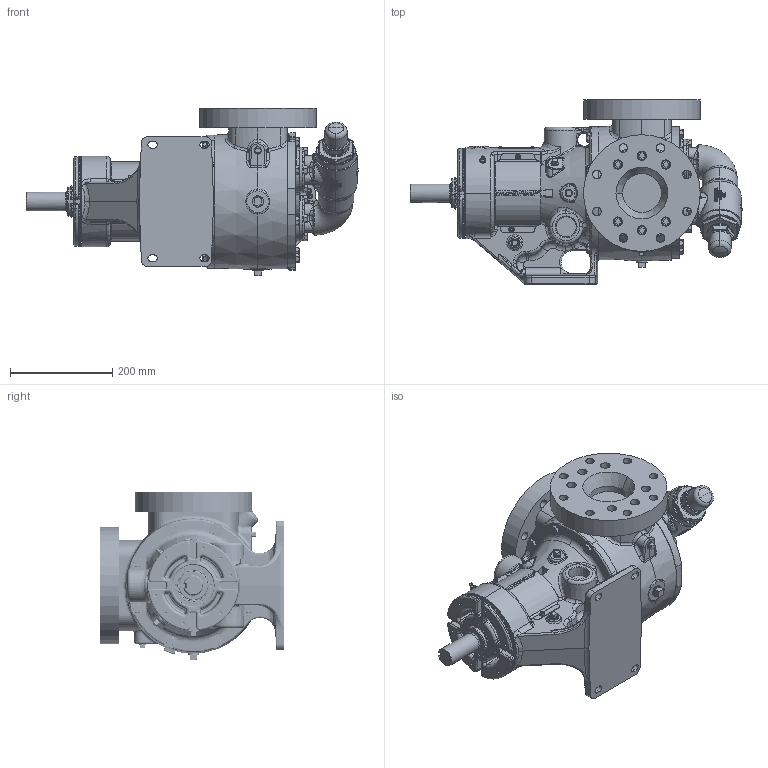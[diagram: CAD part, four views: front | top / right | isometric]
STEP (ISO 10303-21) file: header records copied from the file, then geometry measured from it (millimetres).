
FILE_DESCRIPTION (( 'STEP AP214' ), '1' );
FILE_NAME ('LV-4552.STEP', '2024-04-03T15:02:13', ( '' ), ( '' ), 'SwSTEP 2.0', 'SolidWorks 2022', '' );
FILE_SCHEMA (( 'AUTOMOTIVE_DESIGN' ));
Length unit declared in the file: inch
Products named in the file (1): LV-4552
Bounding box: 650.22 x 360.36 x 327.72 mm (x, y, z)
Volume: 20053048.7 mm3; surface area: 1044495.5 mm2
Topology: 1 solids, 1 shells, 5386 faces, 13787 edges, 8577 vertices
Faces by surface type: plane 1794, bspline 1659, cylinder 1006, cone 700, torus 141, sphere 86
Entity records: 314426 total; most frequent: CARTESIAN_POINT 127487, ORIENTED_EDGE 27276, DIRECTION 19930, EDGE_CURVE 13638, VERTEX_POINT 8570, AXIS2_PLACEMENT_3D 7391, EDGE_LOOP 5758, LENGTH_MEASURE_WITH_UNIT 5389
